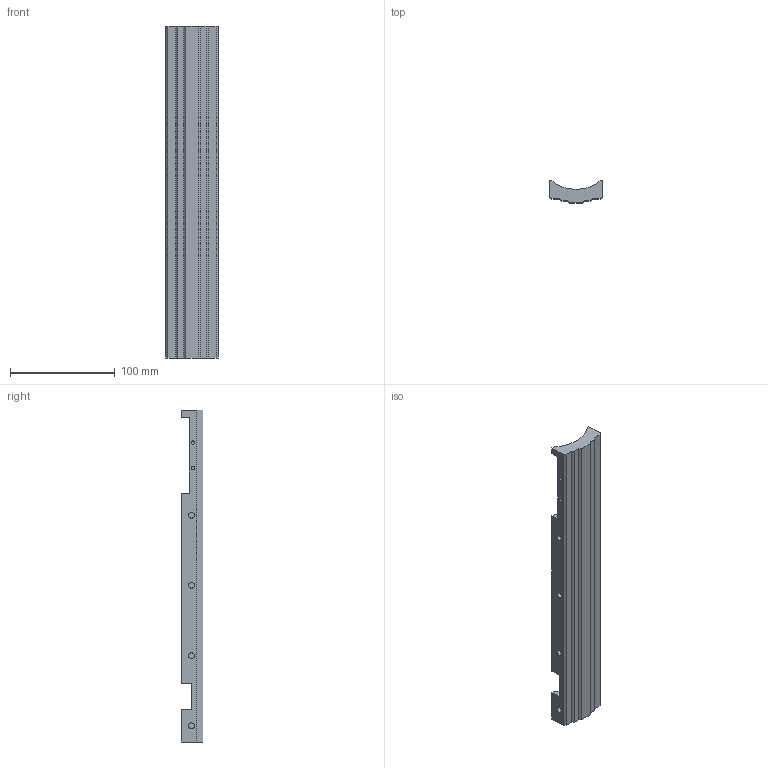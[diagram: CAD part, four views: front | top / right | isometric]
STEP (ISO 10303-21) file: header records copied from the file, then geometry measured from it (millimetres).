
FILE_DESCRIPTION (( 'STEP AP203' ), '1' );
FILE_NAME ('Side cover.STEP', '2024-10-31T08:19:28', ( '' ), ( '' ), 'SwSTEP 2.0', 'SolidWorks 2023', '' );
FILE_SCHEMA (( 'CONFIG_CONTROL_DESIGN' ));
Length unit declared in the file: millimetre
Products named in the file (1): Side cover
Bounding box: 50 x 21 x 317 mm (x, y, z)
Volume: 194904.8 mm3; surface area: 45543 mm2
Topology: 1 solids, 1 shells, 72 faces, 174 edges, 116 vertices
Faces by surface type: plane 42, cylinder 30
Entity records: 2195 total; most frequent: DIRECTION 380, CARTESIAN_POINT 363, ORIENTED_EDGE 348, EDGE_CURVE 174, AXIS2_PLACEMENT_3D 133, VERTEX_POINT 116, LINE 114, VECTOR 114
